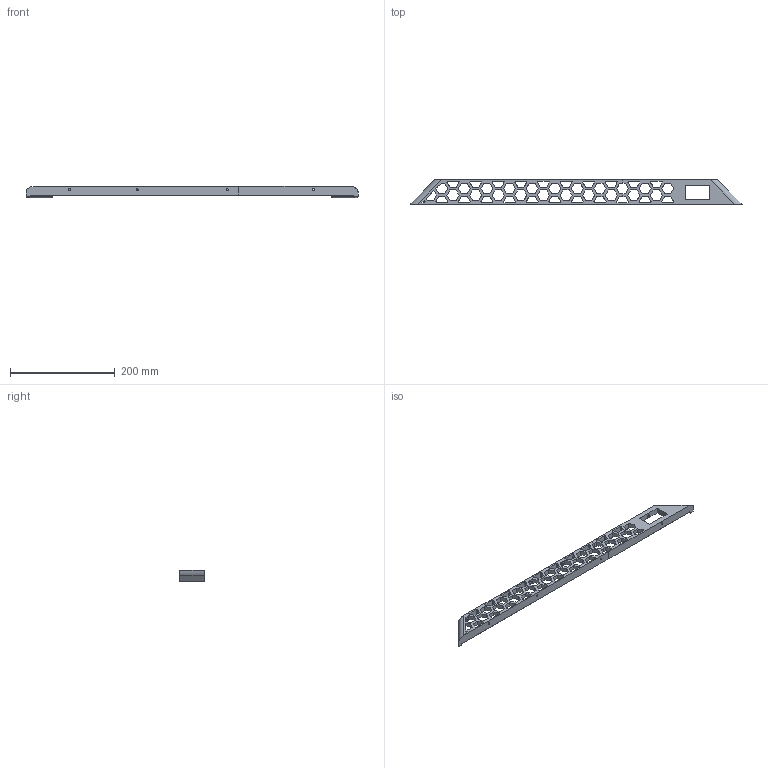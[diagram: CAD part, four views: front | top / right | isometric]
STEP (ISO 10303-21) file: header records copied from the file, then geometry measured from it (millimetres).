
FILE_DESCRIPTION (( 'STEP AP203' ), '1' );
FILE_NAME ('hcomb.LEFT.500mm.STEP', '2021-06-30T19:34:01', ( '' ), ( '' ), 'SwSTEP 2.0', 'SolidWorks 2019', '' );
FILE_SCHEMA (( 'CONFIG_CONTROL_DESIGN' ));
Length unit declared in the file: millimetre
Products named in the file (3): BACK-SIDE-Panels.LEFT.500-part1; BACK-SIDE-Panels.LEFT.500-part2; hcomb.LEFT.500mm
Assembly tree (2 placements, depth 2):
  hcomb.LEFT.500mm
    BACK-SIDE-Panels.LEFT.500-part1
    BACK-SIDE-Panels.LEFT.500-part2
Bounding box: 632.72 x 46.8 x 21 mm (x, y, z)
Volume: 150857.6 mm3; surface area: 83057.4 mm2
Topology: 2 solids, 2 shells, 364 faces, 1047 edges, 696 vertices
Faces by surface type: plane 302, cylinder 44, bspline 18
Entity records: 15537 total; most frequent: CARTESIAN_POINT 6107, ORIENTED_EDGE 2094, DIRECTION 1503, EDGE_CURVE 1047, VERTEX_POINT 696, VECTOR 693, LINE 693, EDGE_LOOP 475
